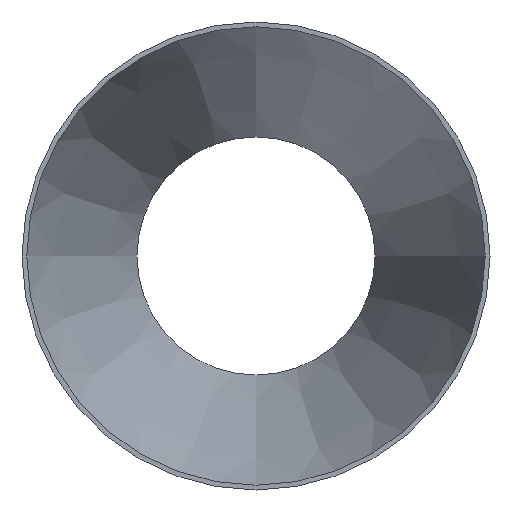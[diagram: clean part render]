
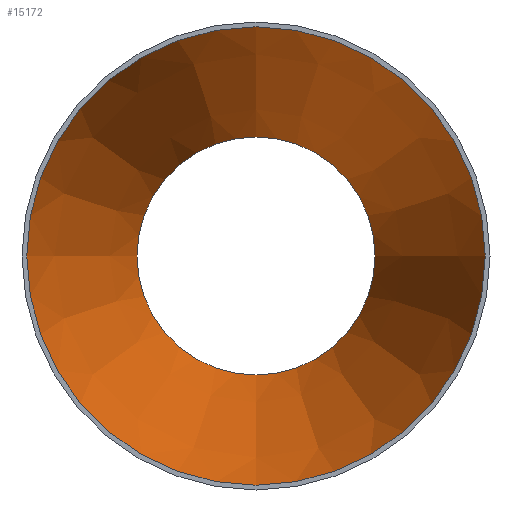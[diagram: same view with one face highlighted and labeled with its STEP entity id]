
A CAD part, front view. The second image highlights one B-rep face of the part: STEP entity #15172.
In plain terms, the highlighted conical face has half-angle 17.526 degrees and reference radius 99.903 mm.
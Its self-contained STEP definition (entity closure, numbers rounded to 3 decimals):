
#1014 = EDGE_LOOP ( 'NONE', ( #23703 ) ) ;
#1293 = DIRECTION ( 'NONE',  ( 0., -1., 0. ) ) ;
#4241 = AXIS2_PLACEMENT_3D ( 'NONE', #25028, #4987, #14823 ) ;
#4987 = DIRECTION ( 'NONE',  ( 0., -1., 0. ) ) ;
#5094 = CARTESIAN_POINT ( 'NONE',  ( 0., 152., 0. ) ) ;
#5254 = DIRECTION ( 'NONE',  ( 0., -1., 0. ) ) ;
#6321 = CARTESIAN_POINT ( 'NONE',  ( 0., 0., 0. ) ) ;
#9400 = AXIS2_PLACEMENT_3D ( 'NONE', #5094, #5254, #26801 ) ;
#9826 = CIRCLE ( 'NONE', #15485, 99.903 ) ;
#10661 = EDGE_CURVE ( 'NONE', #27591, #27591, #9826, .T. ) ;
#14465 = EDGE_CURVE ( 'NONE', #25130, #25130, #18162, .T. ) ;
#14823 = DIRECTION ( 'NONE',  ( 0., 0., -1. ) ) ;
#15172 = ADVANCED_FACE ( 'NONE', ( #19722, #24556 ), #24871, .F. ) ;
#15241 = CARTESIAN_POINT ( 'NONE',  ( 0., 0., -99.903 ) ) ;
#15485 = AXIS2_PLACEMENT_3D ( 'NONE', #6321, #1293, #28984 ) ;
#16751 = EDGE_LOOP ( 'NONE', ( #20532 ) ) ;
#18162 = CIRCLE ( 'NONE', #9400, 51.903 ) ;
#18189 = CARTESIAN_POINT ( 'NONE',  ( 0., 152., -51.903 ) ) ;
#19722 = FACE_BOUND ( 'NONE', #16751, .T. ) ;
#20532 = ORIENTED_EDGE ( 'NONE', *, *, #14465, .F. ) ;
#23703 = ORIENTED_EDGE ( 'NONE', *, *, #10661, .T. ) ;
#24556 = FACE_OUTER_BOUND ( 'NONE', #1014, .T. ) ;
#24871 = CONICAL_SURFACE ( 'NONE', #4241, 99.903, 0.306 ) ;
#25028 = CARTESIAN_POINT ( 'NONE',  ( 0., 0., 0. ) ) ;
#25130 = VERTEX_POINT ( 'NONE', #18189 ) ;
#26801 = DIRECTION ( 'NONE',  ( 0., 0., -1. ) ) ;
#27591 = VERTEX_POINT ( 'NONE', #15241 ) ;
#28984 = DIRECTION ( 'NONE',  ( 0., 0., -1. ) ) ;
